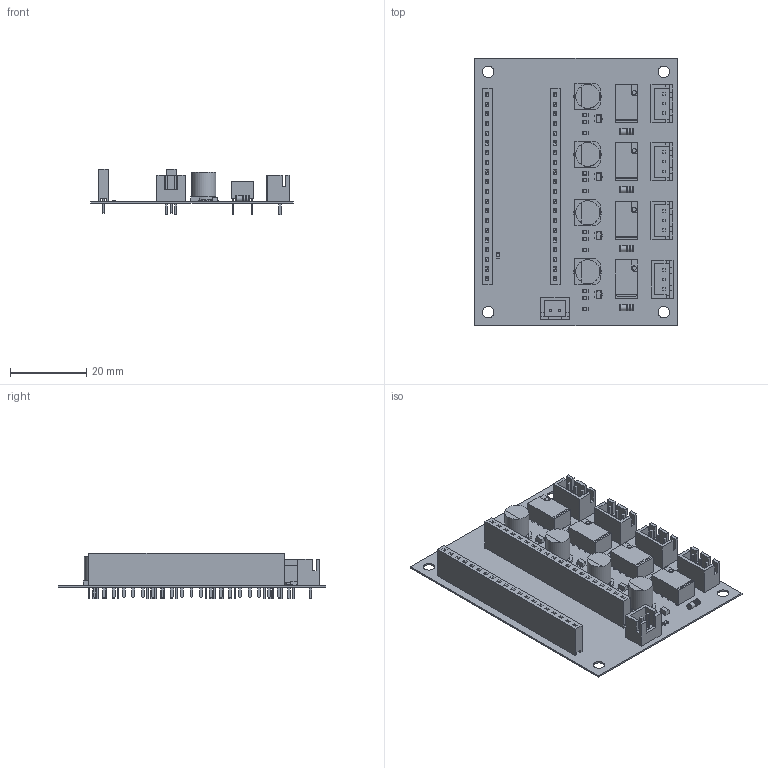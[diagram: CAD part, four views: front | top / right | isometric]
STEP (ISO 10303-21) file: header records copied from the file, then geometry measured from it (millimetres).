
FILE_DESCRIPTION(('Open CASCADE Model'),'2;1');
FILE_NAME('Open CASCADE Shape Model','2021-01-17T21:19:14',('Author'),( 'Open CASCADE'),'Open CASCADE STEP processor 6.8','Open CASCADE 6.8' ,'Unknown');
FILE_SCHEMA(('AUTOMOTIVE_DESIGN { 1 0 10303 214 1 1 1 1 }'));
Length unit declared in the file: millimetre
Products named in the file (75): PCB; Board; Open CASCADE STEP translator 6.8 11.1.1; J1; 61302011821; 6130xx11821_PIN; T4; 6188880640; Open_CASCADE_STEP_translator_6.8_23.1; Body; Open_CASCADE_STEP_translator_6.8_23.2.1; lead; T3; T2; T1; REL4; IMxxT_RGB12040119; REL3; REL2; REL1; R13; 6188881040; Mid_Body; Terminal; Open_CASCADE_STEP_translator_6.8_50.2.1; Mark; R12; R11; R10; R9; R8; R7; R6; R5; R4; R3; R2; R1; 6188883280; P5 ...
Assembly tree (125 placements, depth 5):
  PCB
    Board
      Open CASCADE STEP translator 6.8 11.1.1
    J1
      61302011821  x2
        6130xx11821_PIN
        61302011821
    T4
      6188880640
        Open_CASCADE_STEP_translator_6.8_23.1
        Body
          Open_CASCADE_STEP_translator_6.8_23.2.1
        lead  x3
    T3
      6188880640
        Open_CASCADE_STEP_translator_6.8_23.1
        Body
          Open_CASCADE_STEP_translator_6.8_23.2.1
        lead  x3
    T2
      6188880640
        Open_CASCADE_STEP_translator_6.8_23.1
        Body
          Open_CASCADE_STEP_translator_6.8_23.2.1
        lead  x3
    T1
      6188880640
        Open_CASCADE_STEP_translator_6.8_23.1
        Body
          Open_CASCADE_STEP_translator_6.8_23.2.1
        lead  x3
    REL4
      IMxxT_RGB12040119
    REL3
      IMxxT_RGB12040119
    REL2
      IMxxT_RGB12040119
    REL1
      IMxxT_RGB12040119
    R13
      6188881040
        Mid_Body
        Terminal  x2
          Open_CASCADE_STEP_translator_6.8_50.2.1
        Mark
    R12
      6188881040
        Mid_Body
        Terminal  x2
          Open_CASCADE_STEP_translator_6.8_50.2.1
        Mark
    R11
      6188881040
        Mid_Body
        Terminal  x2
          Open_CASCADE_STEP_translator_6.8_50.2.1
        Mark
    R10
      6188881040
        Mid_Body
Bounding box: 53 x 70 x 12 mm (x, y, z)
Volume: 6799.5 mm3; surface area: 18119.9 mm2
Topology: 164 solids, 172 shells, 3102 faces, 7718 edges, 5008 vertices
Faces by surface type: plane 2746, cylinder 244, extrusion 80, sphere 32
Full cylindrical faces by diameter (mm): 0.169 x4, 1.525 x28, 3 x4, 5.513 x4, 6.3 x4
Entity records: 23678 total; most frequent: CARTESIAN_POINT 3337, DIRECTION 3171, ORIENTED_EDGE 3102, EDGE_CURVE 1553, VECTOR 1449, LINE 1447, VERTEX_POINT 993, AXIS2_PLACEMENT_3D 861
